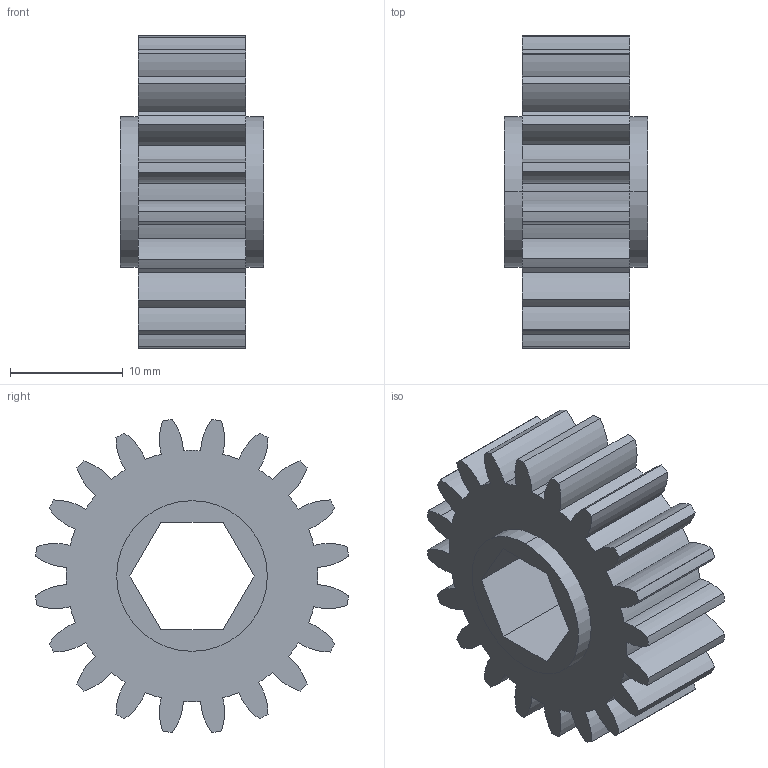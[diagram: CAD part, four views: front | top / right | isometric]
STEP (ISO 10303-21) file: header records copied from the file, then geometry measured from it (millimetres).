
FILE_DESCRIPTION (( 'STEP AP214' ), '1' );
FILE_NAME ('am-3820 20T 20DP 375hex 375 FW.STEP', '2017-11-09T01:37:15', ( '' ), ( '' ), 'SwSTEP 2.0', 'SolidWorks 2017', '' );
FILE_SCHEMA (( 'AUTOMOTIVE_DESIGN' ));
Length unit declared in the file: inch
Products named in the file (2): am-3820 20T 20DP 375hex 375 FW
Bounding box: 12.7 x 27.72 x 27.72 mm (x, y, z)
Volume: 4087.3 mm3; surface area: 2958.6 mm2
Topology: 1 solids, 1 shells, 99 faces, 285 edges, 190 vertices
Faces by surface type: cylinder 89, plane 10
Entity records: 3416 total; most frequent: DIRECTION 665, CARTESIAN_POINT 576, ORIENTED_EDGE 570, EDGE_CURVE 285, AXIS2_PLACEMENT_3D 279, VERTEX_POINT 190, CIRCLE 178, VECTOR 107
